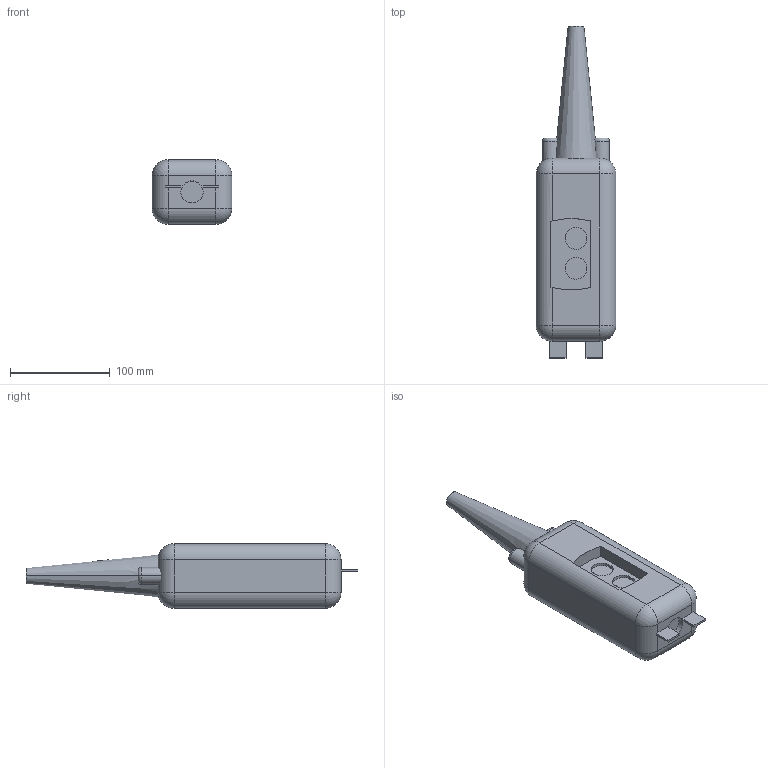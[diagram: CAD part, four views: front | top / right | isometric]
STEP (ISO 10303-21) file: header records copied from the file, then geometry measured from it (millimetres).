
FILE_DESCRIPTION((''),'2;1');
FILE_NAME('XACA02H7-3D_ASM','2021-04-12T14:52:48',('SESA231899'),('Schneider-Electric'),'CREO PARAMETRIC BY PTC INC, 2019471','CREO PARAMETRIC BY PTC INC, 2019471','');
FILE_SCHEMA(('AP242_MANAGED_MODEL_BASED_3D_ENGINEERING_MIM_LF { 1 0 10303 442 1 1 4 }'));
Length unit declared in the file: millimetre
Products named in the file (3): XACA02H7-3D_PRT0001; XACA02H7-3D_PRT0002; XACA02H7-3D_ASM
Assembly tree (2 placements, depth 2):
  XACA02H7-3D_ASM
    XACA02H7-3D_PRT0001
    XACA02H7-3D_PRT0002
Bounding box: 80.02 x 332.63 x 64.82 mm (x, y, z)
Volume: 949326.7 mm3; surface area: 77195.2 mm2
Topology: 2 solids, 2 shells, 97 faces, 242 edges, 154 vertices
Faces by surface type: plane 53, cylinder 26, sphere 8, cone 4, torus 4, extrusion 2
Entity records: 58475 total; most frequent: CARTESIAN_POINT 54291, POLYLINE 924, DIRECTION 620, ORIENTED_EDGE 478, EDGE_CURVE 239, AXIS2_PLACEMENT_3D 237, VERTEX_POINT 148, VECTOR 146
